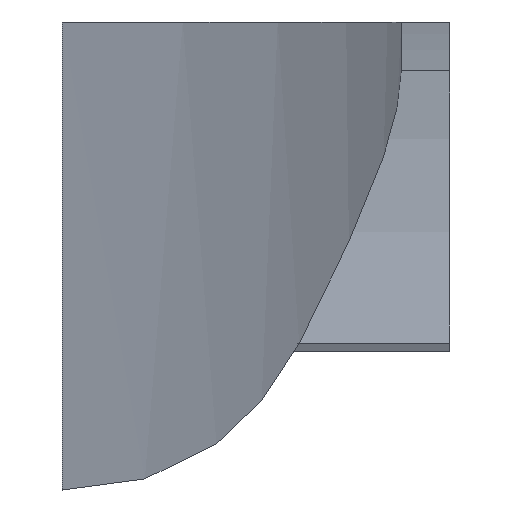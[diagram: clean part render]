
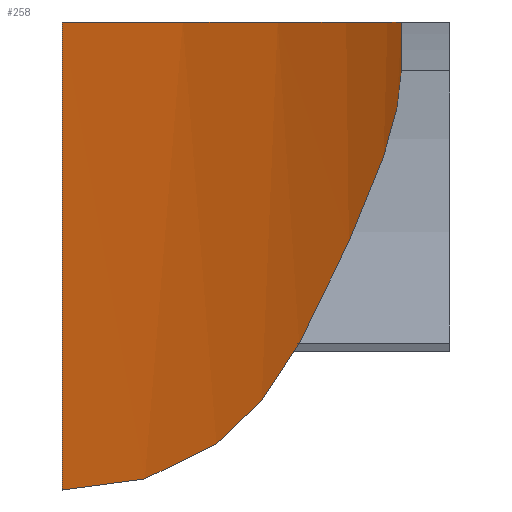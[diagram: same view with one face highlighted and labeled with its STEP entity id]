
A CAD part, left-side view. The second image highlights one B-rep face of the part: STEP entity #258.
In plain terms, the highlighted cylindrical face has radius 600 mm (diameter 1200 mm), a partial arc.
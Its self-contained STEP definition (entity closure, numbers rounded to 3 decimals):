
#35=B_SPLINE_CURVE_WITH_KNOTS('',3,(#457,#458,#459,#460,#461,#462,#463,
#464,#465,#466,#467,#468),.UNSPECIFIED.,.F.,.F.,(4,2,2,2,2,4),(2.135,
3.925,7.85,11.775,15.7,18.204),
 .UNSPECIFIED.);
#38=B_SPLINE_CURVE_WITH_KNOTS('',3,(#506,#507,#508,#509,#510,#511,#512,
#513,#514,#515,#516,#517,#518,#519),.UNSPECIFIED.,.F.,.F.,(4,2,2,2,2,2,
4),(2.044,2.792,5.585,8.377,
11.169,13.962,15.206),.UNSPECIFIED.);
#49=FACE_OUTER_BOUND('',#65,.T.);
#65=EDGE_LOOP('',(#202,#203,#204,#205,#206));
#81=LINE('',#523,#100);
#83=LINE('',#527,#102);
#100=VECTOR('',#374,10.);
#102=VECTOR('',#378,10.);
#117=CIRCLE('',#330,600.);
#123=VERTEX_POINT('',#425);
#126=VERTEX_POINT('',#456);
#131=VERTEX_POINT('',#505);
#132=VERTEX_POINT('',#522);
#133=VERTEX_POINT('',#526);
#148=EDGE_CURVE('',#126,#123,#35,.T.);
#156=EDGE_CURVE('',#131,#126,#38,.T.);
#158=EDGE_CURVE('',#132,#131,#81,.T.);
#160=EDGE_CURVE('',#123,#133,#83,.T.);
#161=EDGE_CURVE('',#133,#132,#117,.T.);
#202=ORIENTED_EDGE('',*,*,#156,.T.);
#203=ORIENTED_EDGE('',*,*,#148,.T.);
#204=ORIENTED_EDGE('',*,*,#160,.T.);
#205=ORIENTED_EDGE('',*,*,#161,.T.);
#206=ORIENTED_EDGE('',*,*,#158,.T.);
#249=CYLINDRICAL_SURFACE('',#329,600.);
#258=ADVANCED_FACE('',(#49),#249,.T.);
#329=AXIS2_PLACEMENT_3D('',#525,#376,#377);
#330=AXIS2_PLACEMENT_3D('',#528,#379,#380);
#374=DIRECTION('',(0.,0.,-1.));
#376=DIRECTION('center_axis',(0.,0.,1.));
#377=DIRECTION('ref_axis',(0.,-1.,0.));
#378=DIRECTION('',(0.,0.,1.));
#379=DIRECTION('center_axis',(0.,0.,-1.));
#380=DIRECTION('ref_axis',(0.,-1.,0.));
#425=CARTESIAN_POINT('',(-170.485,0.,18.821));
#456=CARTESIAN_POINT('',(-328.193,21.097,-37.371));
#457=CARTESIAN_POINT('Ctrl Pts',(-328.193,21.097,-37.371));
#458=CARTESIAN_POINT('Ctrl Pts',(-322.948,19.669,-34.632));
#459=CARTESIAN_POINT('Ctrl Pts',(-317.612,18.291,-31.942));
#460=CARTESIAN_POINT('Ctrl Pts',(-300.301,14.084,-23.543));
#461=CARTESIAN_POINT('Ctrl Pts',(-288.001,11.481,-18.06));
#462=CARTESIAN_POINT('Ctrl Pts',(-262.751,6.998,-7.829));
#463=CARTESIAN_POINT('Ctrl Pts',(-249.801,5.118,-3.082));
#464=CARTESIAN_POINT('Ctrl Pts',(-223.443,2.195,5.553));
#465=CARTESIAN_POINT('Ctrl Pts',(-210.035,1.152,9.441));
#466=CARTESIAN_POINT('Ctrl Pts',(-187.878,0.19,15.037));
#467=CARTESIAN_POINT('Ctrl Pts',(-179.194,0.,
17.027));
#468=CARTESIAN_POINT('Ctrl Pts',(-170.485,0.,
18.821));
#505=CARTESIAN_POINT('',(-451.732,70.,-67.696));
#506=CARTESIAN_POINT('Ctrl Pts',(-451.732,70.,-67.696));
#507=CARTESIAN_POINT('Ctrl Pts',(-449.478,68.804,-67.696));
#508=CARTESIAN_POINT('Ctrl Pts',(-447.209,67.618,-67.667));
#509=CARTESIAN_POINT('Ctrl Pts',(-436.411,62.064,-67.392));
#510=CARTESIAN_POINT('Ctrl Pts',(-427.707,57.847,-66.76));
#511=CARTESIAN_POINT('Ctrl Pts',(-410.101,49.838,-64.577));
#512=CARTESIAN_POINT('Ctrl Pts',(-401.197,46.047,-63.025));
#513=CARTESIAN_POINT('Ctrl Pts',(-383.38,38.958,-58.953));
#514=CARTESIAN_POINT('Ctrl Pts',(-374.467,35.661,-56.433));
#515=CARTESIAN_POINT('Ctrl Pts',(-356.827,29.593,-50.42));
#516=CARTESIAN_POINT('Ctrl Pts',(-348.088,26.819,-46.923));
#517=CARTESIAN_POINT('Ctrl Pts',(-335.711,23.184,-41.186));
#518=CARTESIAN_POINT('Ctrl Pts',(-331.93,22.115,-39.324));
#519=CARTESIAN_POINT('Ctrl Pts',(-328.193,21.097,-37.371));
#522=CARTESIAN_POINT('',(-451.732,70.,28.9));
#523=CARTESIAN_POINT('',(-451.732,70.,-67.696));
#525=CARTESIAN_POINT('Origin',(-170.485,600.,28.9));
#526=CARTESIAN_POINT('',(-170.485,0.,28.9));
#527=CARTESIAN_POINT('',(-170.485,0.,28.9));
#528=CARTESIAN_POINT('Origin',(-170.485,600.,28.9));
